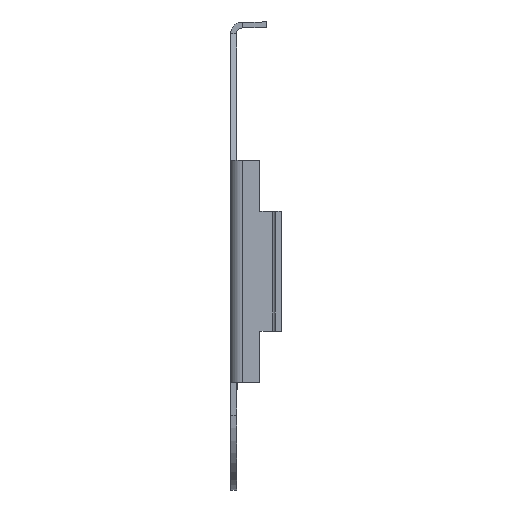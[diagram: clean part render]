
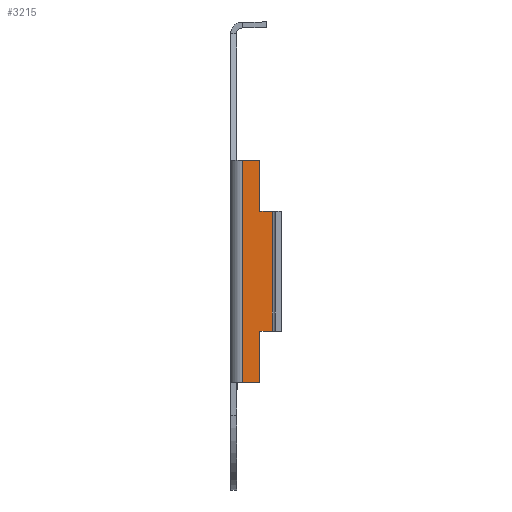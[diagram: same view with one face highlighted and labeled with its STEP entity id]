
A CAD part, left-side view. The second image highlights one B-rep face of the part: STEP entity #3215.
In plain terms, the highlighted planar face has unit normal (-1, 0, 0).
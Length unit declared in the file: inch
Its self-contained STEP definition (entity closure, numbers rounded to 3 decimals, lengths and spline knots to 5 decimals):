
#2536 = CARTESIAN_POINT ( 'NONE',  ( -0.4155, -0.01, -0.211 ) ) ;
#2584 = CARTESIAN_POINT ( 'NONE',  ( -0.4155, -0.039, -0.211 ) ) ;
#2594 = CARTESIAN_POINT ( 'NONE',  ( -0.4155, -0.01, -0.582 ) ) ;
#2620 = CARTESIAN_POINT ( 'NONE',  ( -0.4155, -0.01, -0.211 ) ) ;
#2621 = LINE ( 'NONE', #2620, #2626 ) ;
#2625 = DIRECTION ( 'NONE',  ( 0., 0., 1. ) ) ;
#2626 = VECTOR ( 'NONE', #2625, 39.37008 ) ;
#2641 = DIRECTION ( 'NONE',  ( 0., -1., 0. ) ) ;
#2642 = VECTOR ( 'NONE', #2641, 39.37008 ) ;
#2643 = CARTESIAN_POINT ( 'NONE',  ( -0.4155, 0., -0.582 ) ) ;
#2644 = LINE ( 'NONE', #2643, #2642 ) ;
#2648 = CARTESIAN_POINT ( 'NONE',  ( -0.4155, -0.06, -0.4965 ) ) ;
#2657 = CARTESIAN_POINT ( 'NONE',  ( -0.4155, 0., -0.2965 ) ) ;
#2658 = CARTESIAN_POINT ( 'NONE',  ( -0.4155, -0.06, -0.582 ) ) ;
#2659 = LINE ( 'NONE', #2658, #2675 ) ;
#2663 = CARTESIAN_POINT ( 'NONE',  ( -0.4155, -0.039, -0.582 ) ) ;
#2665 = LINE ( 'NONE', #2737, #2693 ) ;
#2666 = CARTESIAN_POINT ( 'NONE',  ( -0.4155, -0.039, -0.2965 ) ) ;
#2667 = VECTOR ( 'NONE', #2729, 39.37008 ) ;
#2669 = CARTESIAN_POINT ( 'NONE',  ( -0.4155, 0., -0.4965 ) ) ;
#2670 = LINE ( 'NONE', #2669, #2667 ) ;
#2674 = DIRECTION ( 'NONE',  ( 0., 0., 1. ) ) ;
#2675 = VECTOR ( 'NONE', #2674, 39.37008 ) ;
#2678 = VECTOR ( 'NONE', #2741, 39.37008 ) ;
#2682 = CARTESIAN_POINT ( 'NONE',  ( -0.4155, -0.039, -0.582 ) ) ;
#2692 = LINE ( 'NONE', #2657, #2678 ) ;
#2693 = VECTOR ( 'NONE', #2736, 39.37008 ) ;
#2713 = LINE ( 'NONE', #2682, #2742 ) ;
#2717 = CARTESIAN_POINT ( 'NONE',  ( -0.4155, 0., -0.211 ) ) ;
#2718 = LINE ( 'NONE', #2717, #2723 ) ;
#2722 = DIRECTION ( 'NONE',  ( 0., 1., 0. ) ) ;
#2723 = VECTOR ( 'NONE', #2722, 39.37008 ) ;
#2729 = DIRECTION ( 'NONE',  ( 0., -1., 0. ) ) ;
#2736 = DIRECTION ( 'NONE',  ( 0., 0., 1. ) ) ;
#2737 = CARTESIAN_POINT ( 'NONE',  ( -0.4155, -0.039, -0.582 ) ) ;
#2741 = DIRECTION ( 'NONE',  ( 0., 1., 0. ) ) ;
#2742 = VECTOR ( 'NONE', #2755, 39.37008 ) ;
#2755 = DIRECTION ( 'NONE',  ( 0., 0., 1. ) ) ;
#2893 = FACE_OUTER_BOUND ( 'NONE', #3214, .T. ) ;
#2901 = CARTESIAN_POINT ( 'NONE',  ( -0.4155, -0.06, -0.2965 ) ) ;
#2925 = DIRECTION ( 'NONE',  ( 0., -1., 0. ) ) ;
#2926 = DIRECTION ( 'NONE',  ( 1., 0., 0. ) ) ;
#2984 = AXIS2_PLACEMENT_3D ( 'NONE', #2991, #2926, #2925 ) ;
#2985 = PLANE ( 'NONE',  #2984 ) ;
#2986 = CARTESIAN_POINT ( 'NONE',  ( -0.4155, -0.039, -0.4965 ) ) ;
#2991 = CARTESIAN_POINT ( 'NONE',  ( -0.4155, 0., -0.582 ) ) ;
#3038 = VERTEX_POINT ( 'NONE', #2536 ) ;
#3063 = VERTEX_POINT ( 'NONE', #2594 ) ;
#3065 = EDGE_CURVE ( 'NONE', #3063, #3038, #2621, .T. ) ;
#3077 = VERTEX_POINT ( 'NONE', #2584 ) ;
#3078 = EDGE_CURVE ( 'NONE', #3063, #3085, #2644, .T. ) ;
#3079 = ORIENTED_EDGE ( 'NONE', *, *, #3089, .T. ) ;
#3080 = ORIENTED_EDGE ( 'NONE', *, *, #3086, .T. ) ;
#3081 = EDGE_CURVE ( 'NONE', #3091, #3077, #2713, .T. ) ;
#3082 = ORIENTED_EDGE ( 'NONE', *, *, #3090, .T. ) ;
#3085 = VERTEX_POINT ( 'NONE', #2663 ) ;
#3086 = EDGE_CURVE ( 'NONE', #3208, #3091, #2692, .T. ) ;
#3087 = EDGE_CURVE ( 'NONE', #3225, #3092, #2670, .T. ) ;
#3089 = EDGE_CURVE ( 'NONE', #3085, #3225, #2665, .T. ) ;
#3090 = EDGE_CURVE ( 'NONE', #3092, #3208, #2659, .T. ) ;
#3091 = VERTEX_POINT ( 'NONE', #2666 ) ;
#3092 = VERTEX_POINT ( 'NONE', #2648 ) ;
#3112 = EDGE_CURVE ( 'NONE', #3077, #3038, #2718, .T. ) ;
#3207 = ORIENTED_EDGE ( 'NONE', *, *, #3065, .F. ) ;
#3208 = VERTEX_POINT ( 'NONE', #2901 ) ;
#3210 = ORIENTED_EDGE ( 'NONE', *, *, #3112, .T. ) ;
#3214 = EDGE_LOOP ( 'NONE', ( #3207, #3224, #3079, #3216, #3082, #3080, #3221, #3210 ) ) ;
#3215 = ADVANCED_FACE ( 'NONE', ( #2893 ), #2985, .F. ) ;
#3216 = ORIENTED_EDGE ( 'NONE', *, *, #3087, .T. ) ;
#3221 = ORIENTED_EDGE ( 'NONE', *, *, #3081, .T. ) ;
#3224 = ORIENTED_EDGE ( 'NONE', *, *, #3078, .T. ) ;
#3225 = VERTEX_POINT ( 'NONE', #2986 ) ;
